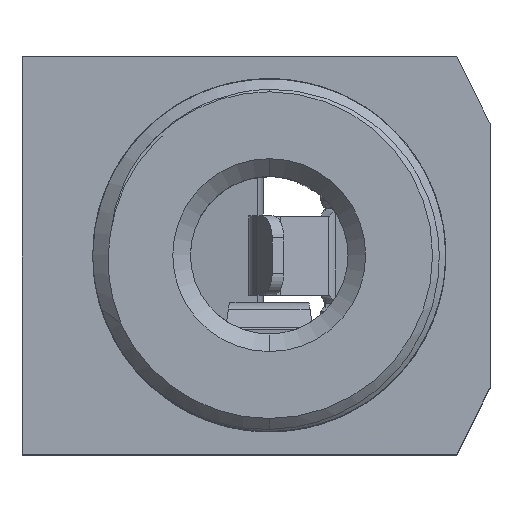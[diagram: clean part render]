
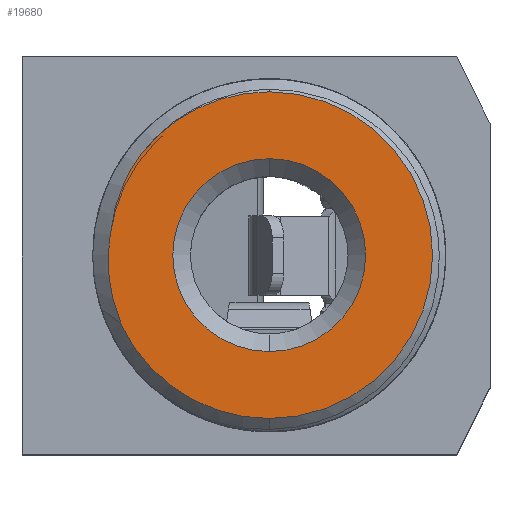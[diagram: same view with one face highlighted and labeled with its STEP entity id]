
A CAD part, top view. The second image highlights one B-rep face of the part: STEP entity #19680.
In plain terms, the highlighted planar face has unit normal (0, 0, 1).
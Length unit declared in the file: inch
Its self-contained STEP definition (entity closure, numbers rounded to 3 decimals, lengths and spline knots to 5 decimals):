
#269 = AXIS2_PLACEMENT_3D ( 'NONE', #8909, #7219, #17963 ) ;
#485 = EDGE_CURVE ( 'NONE', #13091, #12403, #9828, .T. ) ;
#566 = B_SPLINE_CURVE_WITH_KNOTS ( 'NONE', 3,
 ( #19657, #16651, #9194, #19561, #5916, #15067, #6015, #15355, #15255, #16744, #3011, #11982, #7031, #1616, #4414, #12085, #7705, #1330, #18058, #13773, #1525, #9101, #18152, #16454 ),
 .UNSPECIFIED., .F., .F.,
 ( 4, 2, 2, 2, 2, 2, 2, 2, 1, 1, 2, 2, 4 ),
 ( 0., 0.25, 0.375, 0.4375, 0.46875, 0.5, 0.625, 0.6875, 0.71875, 0.73437, 0.74219, 0.75, 1. ),
 .UNSPECIFIED. ) ;
#719 = CARTESIAN_POINT ( 'NONE',  ( -0.13368, 0.05411, 0. ) ) ;
#856 = VERTEX_POINT ( 'NONE', #10880 ) ;
#1250 = AXIS2_PLACEMENT_3D ( 'NONE', #2421, #10110, #2519 ) ;
#1294 = FACE_BOUND ( 'NONE', #10999, .T. ) ;
#1330 = CARTESIAN_POINT ( 'NONE',  ( -0.14361, -0.00388, 0. ) ) ;
#1525 = CARTESIAN_POINT ( 'NONE',  ( -0.14359, -0.00218, 0. ) ) ;
#1616 = CARTESIAN_POINT ( 'NONE',  ( -0.14343, -0.012, 0. ) ) ;
#1698 = EDGE_CURVE ( 'NONE', #12403, #4776, #10811, .T. ) ;
#1845 = VERTEX_POINT ( 'NONE', #2351 ) ;
#2131 = CIRCLE ( 'NONE', #269, 0.08602 ) ;
#2198 = DIRECTION ( 'NONE',  ( 0., 0., -1. ) ) ;
#2351 = CARTESIAN_POINT ( 'NONE',  ( -0.13208, -0.06143, 0. ) ) ;
#2392 = CARTESIAN_POINT ( 'NONE',  ( -0.13749, 0.04216, 0. ) ) ;
#2421 = CARTESIAN_POINT ( 'NONE',  ( 0., 0., 0. ) ) ;
#2519 = DIRECTION ( 'NONE',  ( -1., 0., 0. ) ) ;
#2777 = PLANE ( 'NONE',  #13203 ) ;
#3011 = CARTESIAN_POINT ( 'NONE',  ( -0.14245, -0.02291, 0. ) ) ;
#3092 = DIRECTION ( 'NONE',  ( 0., 0., 1. ) ) ;
#3300 = ORIENTED_EDGE ( 'NONE', *, *, #16895, .F. ) ;
#3680 = DIRECTION ( 'NONE',  ( -1., 0., 0. ) ) ;
#4338 = CIRCLE ( 'NONE', #17708, 0.08602 ) ;
#4414 = CARTESIAN_POINT ( 'NONE',  ( -0.14351, -0.01017, 0. ) ) ;
#4479 = ORIENTED_EDGE ( 'NONE', *, *, #1698, .F. ) ;
#4690 = B_SPLINE_CURVE_WITH_KNOTS ( 'NONE', 3,
 ( #19039, #5202, #17437, #13067, #2392, #10079, #16036, #9983, #719, #12865, #12967, #5399, #15930, #18940 ),
 .UNSPECIFIED., .F., .F.,
 ( 4, 2, 2, 1, 1, 2, 2, 4 ),
 ( 0., 0.25, 0.375, 0.4375, 0.46875, 0.48438, 0.5, 1. ),
 .UNSPECIFIED. ) ;
#4776 = VERTEX_POINT ( 'NONE', #11367 ) ;
#4780 = VERTEX_POINT ( 'NONE', #13069 ) ;
#5202 = CARTESIAN_POINT ( 'NONE',  ( -0.14125, 0.02363, 0. ) ) ;
#5399 = CARTESIAN_POINT ( 'NONE',  ( -0.12842, 0.068, 0. ) ) ;
#5916 = CARTESIAN_POINT ( 'NONE',  ( -0.14068, -0.03382, 0. ) ) ;
#6015 = CARTESIAN_POINT ( 'NONE',  ( -0.14174, -0.02788, 0. ) ) ;
#6802 = DIRECTION ( 'NONE',  ( -1., 0., 0. ) ) ;
#7031 = CARTESIAN_POINT ( 'NONE',  ( -0.14311, -0.01709, 0. ) ) ;
#7219 = DIRECTION ( 'NONE',  ( 0., 0., 1. ) ) ;
#7705 = CARTESIAN_POINT ( 'NONE',  ( -0.14361, -0.00573, 0. ) ) ;
#7792 = DIRECTION ( 'NONE',  ( 0., -1., 0. ) ) ;
#8668 = ORIENTED_EDGE ( 'NONE', *, *, #12538, .F. ) ;
#8872 = CARTESIAN_POINT ( 'NONE',  ( 0.00106, -0.00004, 0. ) ) ;
#8909 = CARTESIAN_POINT ( 'NONE',  ( 0., 0., 0. ) ) ;
#9101 = CARTESIAN_POINT ( 'NONE',  ( -0.14345, 0.00508, 0. ) ) ;
#9194 = CARTESIAN_POINT ( 'NONE',  ( -0.13753, -0.0468, 0. ) ) ;
#9772 = CARTESIAN_POINT ( 'NONE',  ( 0., 0., 0. ) ) ;
#9791 = AXIS2_PLACEMENT_3D ( 'NONE', #9772, #17333, #3680 ) ;
#9828 = CIRCLE ( 'NONE', #1250, 0.14567 ) ;
#9983 = CARTESIAN_POINT ( 'NONE',  ( -0.13415, 0.0528, 0. ) ) ;
#10079 = CARTESIAN_POINT ( 'NONE',  ( -0.13601, 0.0472, 0. ) ) ;
#10110 = DIRECTION ( 'NONE',  ( 0., 0., -1. ) ) ;
#10160 = FACE_OUTER_BOUND ( 'NONE', #19219, .T. ) ;
#10579 = EDGE_CURVE ( 'NONE', #4780, #856, #4338, .T. ) ;
#10595 = CARTESIAN_POINT ( 'NONE',  ( 0., 0.14567, 0. ) ) ;
#10702 = CARTESIAN_POINT ( 'NONE',  ( -0.14176, 0.01831, 0. ) ) ;
#10811 = CIRCLE ( 'NONE', #15876, 0.14567 ) ;
#10880 = CARTESIAN_POINT ( 'NONE',  ( 0., 0.08602, 0. ) ) ;
#10999 = EDGE_LOOP ( 'NONE', ( #17125, #19203 ) ) ;
#11367 = CARTESIAN_POINT ( 'NONE',  ( 0., -0.14567, 0. ) ) ;
#11982 = CARTESIAN_POINT ( 'NONE',  ( -0.14281, -0.01998, 0. ) ) ;
#12085 = CARTESIAN_POINT ( 'NONE',  ( -0.14359, -0.00724, 0. ) ) ;
#12403 = VERTEX_POINT ( 'NONE', #10595 ) ;
#12421 = EDGE_CURVE ( 'NONE', #1845, #19209, #566, .T. ) ;
#12538 = EDGE_CURVE ( 'NONE', #4776, #1845, #12982, .T. ) ;
#12865 = CARTESIAN_POINT ( 'NONE',  ( -0.13335, 0.05499, 0. ) ) ;
#12967 = CARTESIAN_POINT ( 'NONE',  ( -0.13317, 0.05549, 0. ) ) ;
#12982 = CIRCLE ( 'NONE', #9791, 0.14567 ) ;
#13067 = CARTESIAN_POINT ( 'NONE',  ( -0.13832, 0.0389, 0. ) ) ;
#13069 = CARTESIAN_POINT ( 'NONE',  ( 0., -0.08602, 0. ) ) ;
#13091 = VERTEX_POINT ( 'NONE', #16401 ) ;
#13203 = AXIS2_PLACEMENT_3D ( 'NONE', #8872, #2198, #6802 ) ;
#13339 = DIRECTION ( 'NONE',  ( -1., 0., 0. ) ) ;
#13773 = CARTESIAN_POINT ( 'NONE',  ( -0.14359, -0.00252, 0. ) ) ;
#13832 = EDGE_CURVE ( 'NONE', #856, #4780, #2131, .T. ) ;
#14827 = DIRECTION ( 'NONE',  ( 0., 0., -1. ) ) ;
#15067 = CARTESIAN_POINT ( 'NONE',  ( -0.1415, -0.02934, 0. ) ) ;
#15255 = CARTESIAN_POINT ( 'NONE',  ( -0.14216, -0.02505, 0. ) ) ;
#15355 = CARTESIAN_POINT ( 'NONE',  ( -0.14206, -0.02575, 0. ) ) ;
#15380 = ORIENTED_EDGE ( 'NONE', *, *, #12421, .F. ) ;
#15876 = AXIS2_PLACEMENT_3D ( 'NONE', #17819, #14827, #13339 ) ;
#15930 = CARTESIAN_POINT ( 'NONE',  ( -0.12215, 0.07957, -0.00001 ) ) ;
#16036 = CARTESIAN_POINT ( 'NONE',  ( -0.13521, 0.04976, 0. ) ) ;
#16253 = ORIENTED_EDGE ( 'NONE', *, *, #485, .F. ) ;
#16401 = CARTESIAN_POINT ( 'NONE',  ( -0.11456, 0.08997, 0. ) ) ;
#16454 = CARTESIAN_POINT ( 'NONE',  ( -0.14176, 0.01831, 0. ) ) ;
#16634 = CARTESIAN_POINT ( 'NONE',  ( 0., 0., 0. ) ) ;
#16651 = CARTESIAN_POINT ( 'NONE',  ( -0.13526, -0.05392, 0. ) ) ;
#16744 = CARTESIAN_POINT ( 'NONE',  ( -0.14235, -0.02367, 0. ) ) ;
#16895 = EDGE_CURVE ( 'NONE', #19209, #13091, #4690, .T. ) ;
#17125 = ORIENTED_EDGE ( 'NONE', *, *, #10579, .F. ) ;
#17333 = DIRECTION ( 'NONE',  ( 0., 0., -1. ) ) ;
#17437 = CARTESIAN_POINT ( 'NONE',  ( -0.1404, 0.02946, 0. ) ) ;
#17708 = AXIS2_PLACEMENT_3D ( 'NONE', #16634, #3092, #7792 ) ;
#17819 = CARTESIAN_POINT ( 'NONE',  ( 0., 0., 0. ) ) ;
#17963 = DIRECTION ( 'NONE',  ( 0., -1., 0. ) ) ;
#18058 = CARTESIAN_POINT ( 'NONE',  ( -0.1436, -0.00306, 0. ) ) ;
#18152 = CARTESIAN_POINT ( 'NONE',  ( -0.14281, 0.01185, 0. ) ) ;
#18940 = CARTESIAN_POINT ( 'NONE',  ( -0.11456, 0.08997, 0. ) ) ;
#19039 = CARTESIAN_POINT ( 'NONE',  ( -0.14176, 0.01831, 0. ) ) ;
#19203 = ORIENTED_EDGE ( 'NONE', *, *, #13832, .F. ) ;
#19209 = VERTEX_POINT ( 'NONE', #10702 ) ;
#19219 = EDGE_LOOP ( 'NONE', ( #3300, #15380, #8668, #4479, #16253 ) ) ;
#19561 = CARTESIAN_POINT ( 'NONE',  ( -0.14001, -0.03697, 0. ) ) ;
#19657 = CARTESIAN_POINT ( 'NONE',  ( -0.13208, -0.06143, 0. ) ) ;
#19680 = ADVANCED_FACE ( 'NONE', ( #10160, #1294 ), #2777, .F. ) ;
